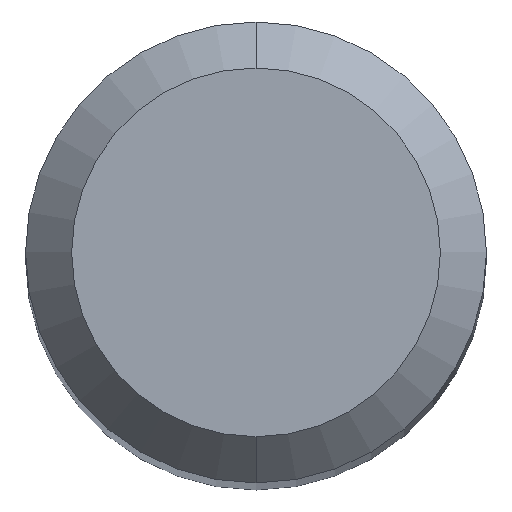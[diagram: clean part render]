
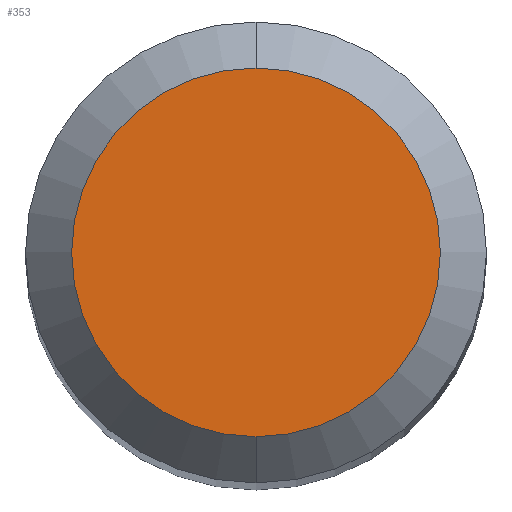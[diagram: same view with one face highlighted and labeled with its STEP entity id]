
A CAD part, top view. The second image highlights one B-rep face of the part: STEP entity #353.
In plain terms, the highlighted planar face has unit normal (0, 0, 1).
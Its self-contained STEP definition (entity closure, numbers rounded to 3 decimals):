
#245=EDGE_CURVE('',#415,#381,#559,.T.);
#353=ADVANCED_FACE('',(#675),#676,.T.);
#381=VERTEX_POINT('',#711);
#415=VERTEX_POINT('',#748);
#423=EDGE_CURVE('',#381,#415,#756,.T.);
#559=CIRCLE('',#955,1.2);
#675=FACE_OUTER_BOUND('',#1174,.T.);
#676=PLANE('',#1175);
#711=CARTESIAN_POINT('',(0.,-1.2,0.0));
#748=CARTESIAN_POINT('',(0.0,1.2,0.0));
#756=CIRCLE('',#1325,1.2);
#955=AXIS2_PLACEMENT_3D('',#1530,#1531,#1532);
#1174=EDGE_LOOP('',(#1641,#1642));
#1175=AXIS2_PLACEMENT_3D('',#1643,#1644,#1645);
#1325=AXIS2_PLACEMENT_3D('',#1751,#1752,#1753);
#1530=CARTESIAN_POINT('',(0.0,0.0,0.0));
#1531=DIRECTION('',(0.0,0.0,-1.0));
#1532=DIRECTION('',(0.0,1.0,0.0));
#1641=ORIENTED_EDGE('',*,*,#245,.F.);
#1642=ORIENTED_EDGE('',*,*,#423,.F.);
#1643=CARTESIAN_POINT('',(0.0,0.6,0.0));
#1644=DIRECTION('',(-0.0,0.0,1.0));
#1645=DIRECTION('',(0.0,-1.0,0.0));
#1751=CARTESIAN_POINT('',(0.0,0.0,0.0));
#1752=DIRECTION('',(0.0,0.0,-1.0));
#1753=DIRECTION('',(0.0,1.0,0.0));
